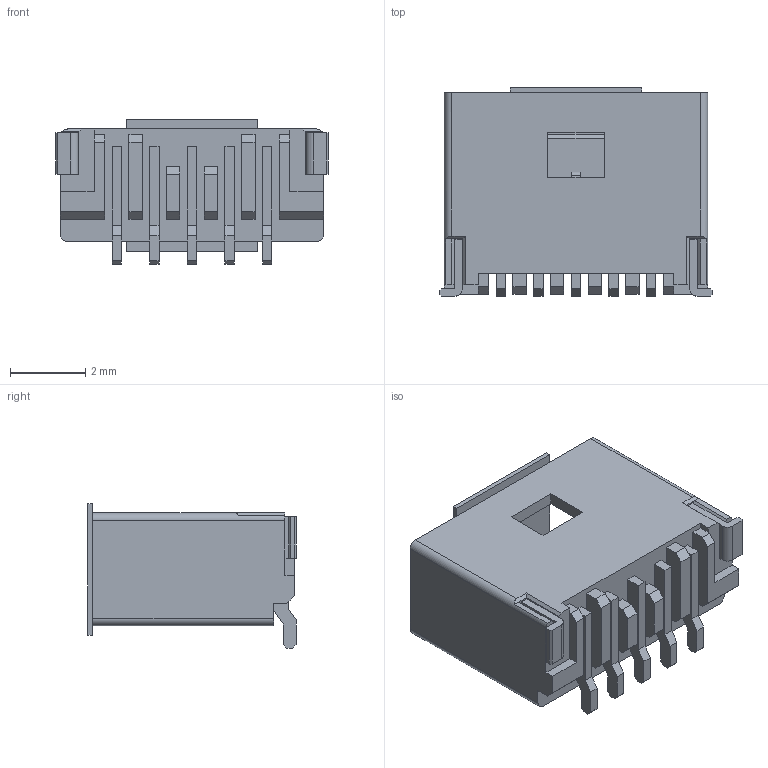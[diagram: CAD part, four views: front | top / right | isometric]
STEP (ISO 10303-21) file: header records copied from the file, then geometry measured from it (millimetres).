
FILE_DESCRIPTION((''),'2;1');
FILE_NAME('5013310507','2017-07-18T',('ksrinivasara'),(''),'PRO/ENGINEER BY PARAMETRIC TECHNOLOGY CORPORATION, 2012310','PRO/ENGINEER BY PARAMETRIC TECHNOLOGY CORPORATION, 2012310','');
FILE_SCHEMA(('CONFIG_CONTROL_DESIGN'));
Length unit declared in the file: millimetre
Products named in the file (1): 5013310507
Bounding box: 7.24 x 5.54 x 3.85 mm (x, y, z)
Volume: 57.6 mm3; surface area: 283.9 mm2
Topology: 2 solids, 2 shells, 226 faces, 641 edges, 434 vertices
Faces by surface type: plane 210, cylinder 16
Entity records: 7211 total; most frequent: CARTESIAN_POINT 1280, ORIENTED_EDGE 1226, DIRECTION 1125, EDGE_CURVE 613, VECTOR 607, LINE 607, VERTEX_POINT 406, AXIS2_PLACEMENT_3D 259
